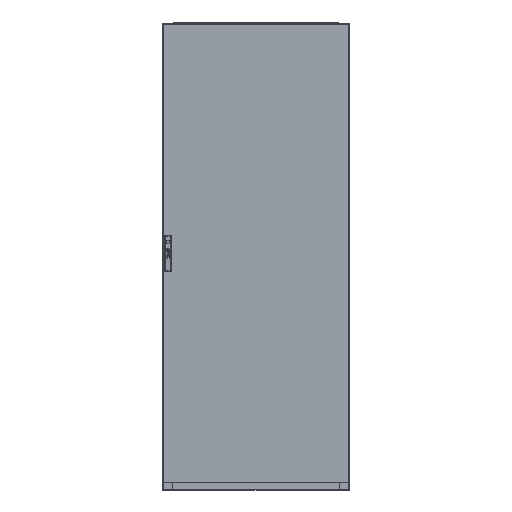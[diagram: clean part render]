
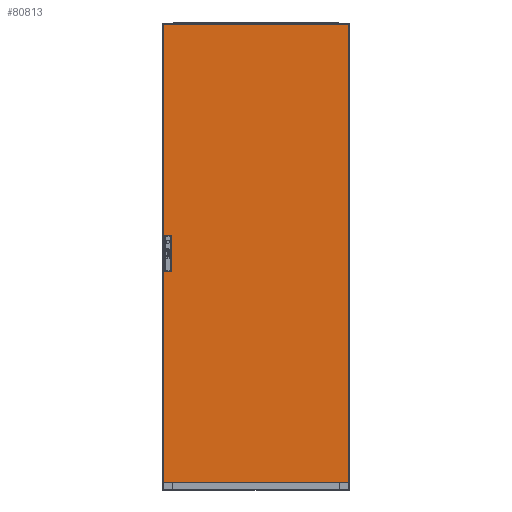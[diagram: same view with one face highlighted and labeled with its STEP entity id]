
A CAD part, top view. The second image highlights one B-rep face of the part: STEP entity #80813.
In plain terms, the highlighted planar face has unit normal (0, 0, 1).
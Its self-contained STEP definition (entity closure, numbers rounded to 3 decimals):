
#179 = ORIENTED_EDGE ( 'NONE', *, *, #99577, .F. ) ;
#3400 = CARTESIAN_POINT ( 'NONE',  ( -397., 983.5, 0. ) ) ;
#5424 = CARTESIAN_POINT ( 'NONE',  ( 0., 0., 0. ) ) ;
#5455 = EDGE_CURVE ( 'NONE', #89683, #101482, #23687, .T. ) ;
#7571 = VERTEX_POINT ( 'NONE', #48952 ) ;
#7734 = VECTOR ( 'NONE', #79097, 1000. ) ;
#9049 = DIRECTION ( 'NONE',  ( 1., 0., 0. ) ) ;
#9361 = VECTOR ( 'NONE', #21744, 1000. ) ;
#10823 = CARTESIAN_POINT ( 'NONE',  ( -363., 0., 0. ) ) ;
#11200 = CARTESIAN_POINT ( 'NONE',  ( -393.4, -78.5, 0. ) ) ;
#13246 = DIRECTION ( 'NONE',  ( -1., 0., 0. ) ) ;
#13993 = PLANE ( 'NONE',  #90400 ) ;
#15479 = DIRECTION ( 'NONE',  ( 0., 1., 0. ) ) ;
#15671 = DIRECTION ( 'NONE',  ( 1., 0., 0. ) ) ;
#15869 = EDGE_CURVE ( 'NONE', #7571, #41296, #65866, .T. ) ;
#20114 = VECTOR ( 'NONE', #71262, 1000. ) ;
#21744 = DIRECTION ( 'NONE',  ( 0., -1., 0. ) ) ;
#21862 = CARTESIAN_POINT ( 'NONE',  ( -397., 983.5, 0. ) ) ;
#22157 = EDGE_LOOP ( 'NONE', ( #61896, #35775, #58891, #179 ) ) ;
#22792 = VECTOR ( 'NONE', #13246, 1000. ) ;
#23687 = LINE ( 'NONE', #67007, #89367 ) ;
#25897 = EDGE_CURVE ( 'NONE', #95227, #35444, #32187, .T. ) ;
#28411 = VERTEX_POINT ( 'NONE', #49081 ) ;
#32187 = LINE ( 'NONE', #81765, #9361 ) ;
#34291 = ORIENTED_EDGE ( 'NONE', *, *, #78485, .T. ) ;
#34569 = CARTESIAN_POINT ( 'NONE',  ( -393.4, 78.5, 0. ) ) ;
#35444 = VERTEX_POINT ( 'NONE', #66474 ) ;
#35775 = ORIENTED_EDGE ( 'NONE', *, *, #56446, .T. ) ;
#37903 = VECTOR ( 'NONE', #79721, 1000. ) ;
#39838 = FACE_BOUND ( 'NONE', #22157, .T. ) ;
#39886 = VECTOR ( 'NONE', #9049, 1000. ) ;
#39948 = DIRECTION ( 'NONE',  ( 0., 0., 1. ) ) ;
#41296 = VERTEX_POINT ( 'NONE', #94823 ) ;
#41875 = VERTEX_POINT ( 'NONE', #85780 ) ;
#42336 = LINE ( 'NONE', #58563, #107804 ) ;
#45371 = CARTESIAN_POINT ( 'NONE',  ( -393.4, 0., 0. ) ) ;
#45726 = LINE ( 'NONE', #21862, #22792 ) ;
#45857 = EDGE_LOOP ( 'NONE', ( #98165, #49172, #80593, #34291 ) ) ;
#48751 = LINE ( 'NONE', #45371, #37903 ) ;
#48952 = CARTESIAN_POINT ( 'NONE',  ( -393.4, -78.5, 0. ) ) ;
#49081 = CARTESIAN_POINT ( 'NONE',  ( -393.4, 78.5, 0. ) ) ;
#49172 = ORIENTED_EDGE ( 'NONE', *, *, #88016, .T. ) ;
#56446 = EDGE_CURVE ( 'NONE', #41875, #41296, #73485, .T. ) ;
#58563 = CARTESIAN_POINT ( 'NONE',  ( -397., -983.5, 0. ) ) ;
#58891 = ORIENTED_EDGE ( 'NONE', *, *, #15869, .F. ) ;
#60027 = FACE_OUTER_BOUND ( 'NONE', #45857, .T. ) ;
#61896 = ORIENTED_EDGE ( 'NONE', *, *, #102502, .T. ) ;
#62750 = LINE ( 'NONE', #34569, #39886 ) ;
#65866 = LINE ( 'NONE', #11200, #20114 ) ;
#66474 = CARTESIAN_POINT ( 'NONE',  ( -397., -983.5, 0. ) ) ;
#67007 = CARTESIAN_POINT ( 'NONE',  ( 397., 983.5, 0. ) ) ;
#70830 = CARTESIAN_POINT ( 'NONE',  ( 397., 983.5, 0. ) ) ;
#71262 = DIRECTION ( 'NONE',  ( 1., 0., 0. ) ) ;
#73485 = LINE ( 'NONE', #10823, #7734 ) ;
#78485 = EDGE_CURVE ( 'NONE', #35444, #89683, #42336, .T. ) ;
#79097 = DIRECTION ( 'NONE',  ( 0., -1., 0. ) ) ;
#79721 = DIRECTION ( 'NONE',  ( 0., -1., 0. ) ) ;
#80593 = ORIENTED_EDGE ( 'NONE', *, *, #25897, .T. ) ;
#80813 = ADVANCED_FACE ( 'NONE', ( #39838, #60027 ), #13993, .T. ) ;
#81765 = CARTESIAN_POINT ( 'NONE',  ( -397., 983.5, 0. ) ) ;
#85780 = CARTESIAN_POINT ( 'NONE',  ( -363., 78.5, 0. ) ) ;
#88016 = EDGE_CURVE ( 'NONE', #101482, #95227, #45726, .T. ) ;
#89367 = VECTOR ( 'NONE', #15479, 1000. ) ;
#89683 = VERTEX_POINT ( 'NONE', #91165 ) ;
#90400 = AXIS2_PLACEMENT_3D ( 'NONE', #5424, #39948, #99791 ) ;
#91165 = CARTESIAN_POINT ( 'NONE',  ( 397., -983.5, 0. ) ) ;
#94823 = CARTESIAN_POINT ( 'NONE',  ( -363., -78.5, 0. ) ) ;
#95227 = VERTEX_POINT ( 'NONE', #3400 ) ;
#98165 = ORIENTED_EDGE ( 'NONE', *, *, #5455, .T. ) ;
#99577 = EDGE_CURVE ( 'NONE', #28411, #7571, #48751, .T. ) ;
#99791 = DIRECTION ( 'NONE',  ( 1., 0., 0. ) ) ;
#101482 = VERTEX_POINT ( 'NONE', #70830 ) ;
#102502 = EDGE_CURVE ( 'NONE', #28411, #41875, #62750, .T. ) ;
#107804 = VECTOR ( 'NONE', #15671, 1000. ) ;
